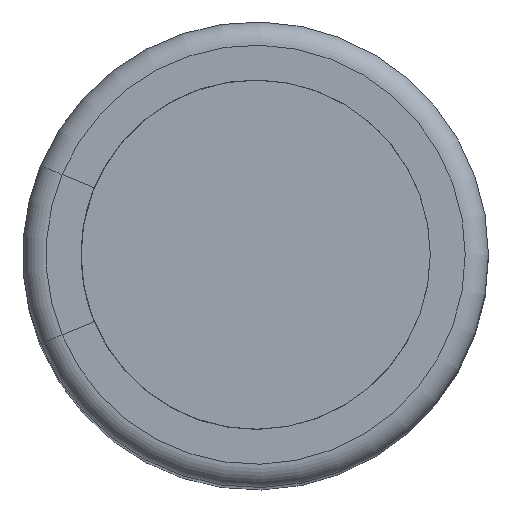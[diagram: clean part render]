
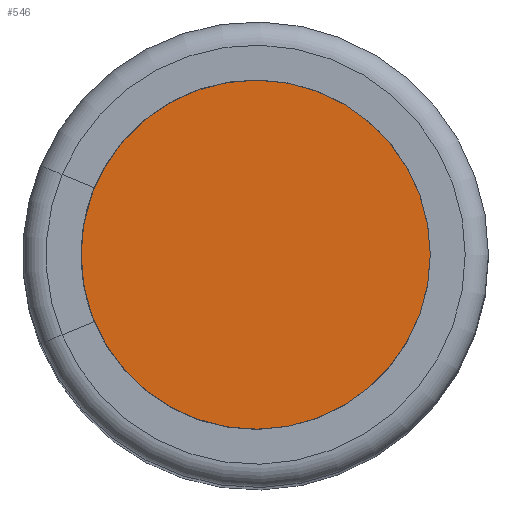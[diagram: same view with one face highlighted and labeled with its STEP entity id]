
A CAD part, top view. The second image highlights one B-rep face of the part: STEP entity #546.
In plain terms, the highlighted planar face has unit normal (0, 0, 1).
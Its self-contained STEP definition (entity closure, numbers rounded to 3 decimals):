
#43=PLANE('',#604);
#122=FACE_OUTER_BOUND('',#154,.T.);
#154=EDGE_LOOP('',(#393));
#187=CIRCLE('',#593,4.688);
#239=VERTEX_POINT('',#881);
#292=EDGE_CURVE('',#239,#239,#187,.T.);
#393=ORIENTED_EDGE('',*,*,#292,.T.);
#546=ADVANCED_FACE('',(#122),#43,.T.);
#593=AXIS2_PLACEMENT_3D('',#882,#685,#686);
#604=AXIS2_PLACEMENT_3D('',#907,#713,#714);
#685=DIRECTION('center_axis',(0.,0.,1.));
#686=DIRECTION('ref_axis',(1.,0.,0.));
#713=DIRECTION('center_axis',(0.,0.,1.));
#714=DIRECTION('ref_axis',(1.,0.,0.));
#881=CARTESIAN_POINT('',(-4.688,0.,39.9));
#882=CARTESIAN_POINT('Origin',(0.,0.,39.9));
#907=CARTESIAN_POINT('Origin',(0.,0.,39.9));
